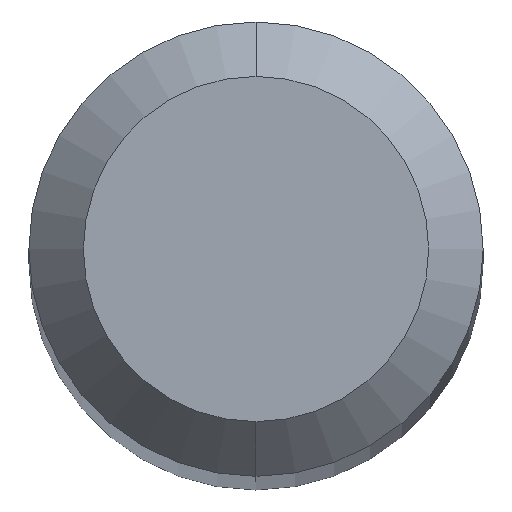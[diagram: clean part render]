
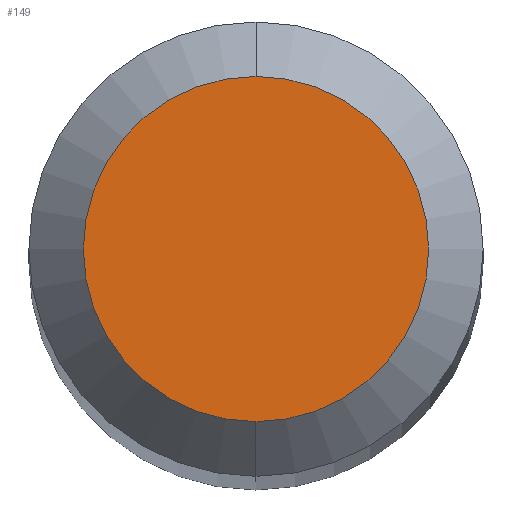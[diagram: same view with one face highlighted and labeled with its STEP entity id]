
A CAD part, top view. The second image highlights one B-rep face of the part: STEP entity #149.
In plain terms, the highlighted planar face has unit normal (0, 0, 1).
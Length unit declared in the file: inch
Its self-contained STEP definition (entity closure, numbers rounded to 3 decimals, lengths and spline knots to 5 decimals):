
#17 = AXIS2_PLACEMENT_3D ( 'NONE', #20, #463, #497 ) ;
#20 = CARTESIAN_POINT ( 'NONE',  ( 0., 0., 0. ) ) ;
#22 = DIRECTION ( 'NONE',  ( 0., 1., 0. ) ) ;
#29 = EDGE_CURVE ( 'NONE', #200, #226, #44, .T. ) ;
#44 = CIRCLE ( 'NONE', #17, 0.0475 ) ;
#144 = EDGE_LOOP ( 'NONE', ( #210, #418 ) ) ;
#149 = ADVANCED_FACE ( 'NONE', ( #337 ), #415, .F. ) ;
#153 = CARTESIAN_POINT ( 'NONE',  ( 0., 0.0475, 0. ) ) ;
#200 = VERTEX_POINT ( 'NONE', #467 ) ;
#201 = AXIS2_PLACEMENT_3D ( 'NONE', #256, #469, #514 ) ;
#210 = ORIENTED_EDGE ( 'NONE', *, *, #29, .T. ) ;
#219 = AXIS2_PLACEMENT_3D ( 'NONE', #153, #380, #22 ) ;
#226 = VERTEX_POINT ( 'NONE', #476 ) ;
#256 = CARTESIAN_POINT ( 'NONE',  ( 0., 0., 0. ) ) ;
#320 = EDGE_CURVE ( 'NONE', #226, #200, #394, .T. ) ;
#337 = FACE_OUTER_BOUND ( 'NONE', #144, .T. ) ;
#380 = DIRECTION ( 'NONE',  ( 0., 0., -1. ) ) ;
#394 = CIRCLE ( 'NONE', #201, 0.0475 ) ;
#415 = PLANE ( 'NONE',  #219 ) ;
#418 = ORIENTED_EDGE ( 'NONE', *, *, #320, .T. ) ;
#463 = DIRECTION ( 'NONE',  ( 0., 0., 1. ) ) ;
#467 = CARTESIAN_POINT ( 'NONE',  ( 0., 0.0475, 0. ) ) ;
#469 = DIRECTION ( 'NONE',  ( 0., 0., 1. ) ) ;
#476 = CARTESIAN_POINT ( 'NONE',  ( 0., -0.0475, 0. ) ) ;
#497 = DIRECTION ( 'NONE',  ( 0., -1., 0. ) ) ;
#514 = DIRECTION ( 'NONE',  ( 0., -1., 0. ) ) ;
